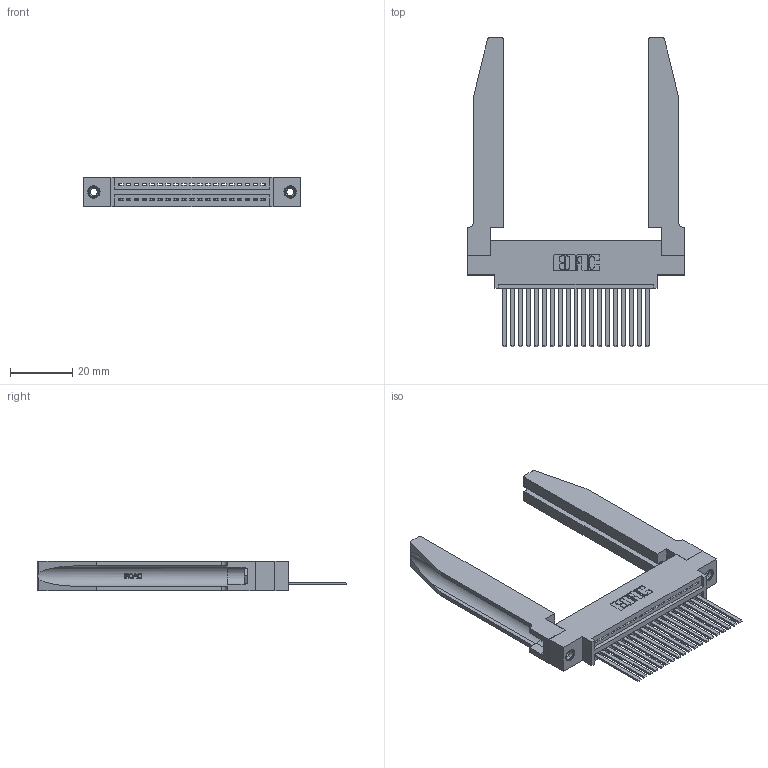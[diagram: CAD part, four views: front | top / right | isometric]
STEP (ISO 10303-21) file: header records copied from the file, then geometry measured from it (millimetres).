
FILE_DESCRIPTION (( 'STEP AP203' ), '1' );
FILE_NAME ('345-019-544-678.STEP', '2019-10-04T19:41:44', ( '' ), ( '' ), 'SwSTEP 2.0', 'SolidWorks 2016', '' );
FILE_SCHEMA (( 'CONFIG_CONTROL_DESIGN' ));
Length unit declared in the file: inch
Products named in the file (5): 345-220-078_345-220-078; 345-250-001_345-250-001-102; 345 Part_0.170 Offset - 0.156 Dia-TH; 345-019-544-678; 345-292-001_345-293-144
Assembly tree (24 placements, depth 2):
  345-019-544-678
    345 Part_0.170 Offset - 0.156 Dia-TH
    345-292-001_345-293-144  x19
    345-250-001_345-250-001-102  x2
    345-220-078_345-220-078  x2
Bounding box: 69.49 x 99.24 x 9.4 mm (x, y, z)
Volume: 14289.4 mm3; surface area: 15983.2 mm2
Topology: 24 solids, 24 shells, 1352 faces, 3963 edges, 2606 vertices
Faces by surface type: plane 910, cylinder 390, bspline 36, cone 12, torus 4
Entity records: 22084 total; most frequent: CARTESIAN_POINT 4724, ORIENTED_EDGE 3574, DIRECTION 3163, EDGE_CURVE 1787, LINE 1489, VECTOR 1489, VERTEX_POINT 1184, AXIS2_PLACEMENT_3D 837
